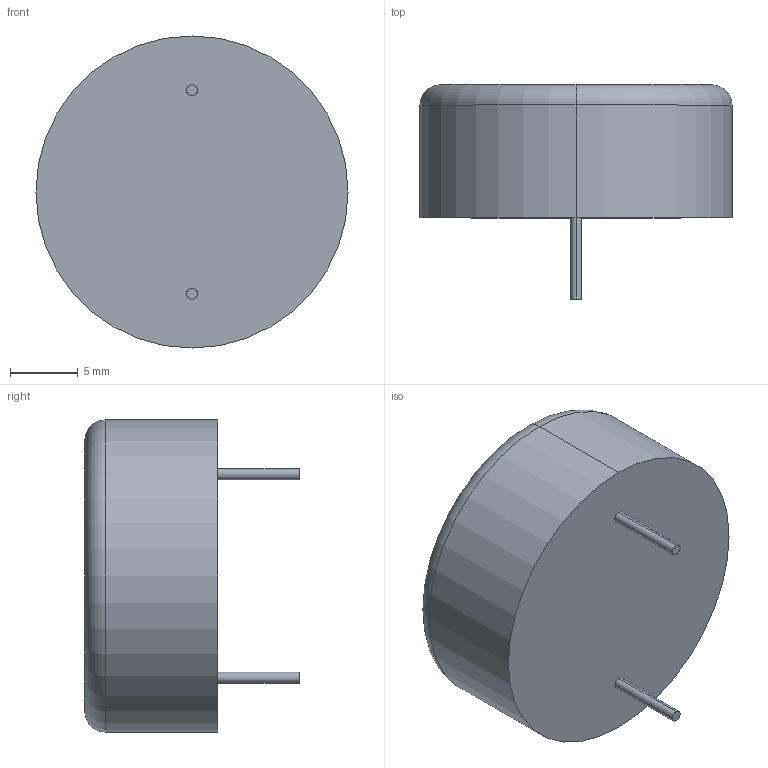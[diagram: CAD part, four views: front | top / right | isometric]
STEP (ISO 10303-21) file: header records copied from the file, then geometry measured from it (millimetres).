
FILE_DESCRIPTION (( 'STEP AP214' ), '1' );
FILE_NAME ('9CD7F591-8DC2-4EAB-A7E4-95F55AEC2CE1.STEP', '2008-12-26T16:09:37', ( 'Solidworks' ), ( 'Solidworks' ), 'SwSTEP 2.0', 'SolidWorks 2009', '' );
FILE_SCHEMA (( 'AUTOMOTIVE_DESIGN' ));
Length unit declared in the file: millimetre
Products named in the file (1): 9CD7F591-8DC2-4EAB-A7E4-95F55AEC2CE1
Bounding box: 23 x 15.8 x 23 mm (x, y, z)
Volume: 727.3 mm3; surface area: 2922.8 mm2
Topology: 1 solids, 1 shells, 62 faces, 142 edges, 77 vertices
Faces by surface type: plane 24, cylinder 22, bspline 12, torus 4
Entity records: 1743 total; most frequent: CARTESIAN_POINT 354, DIRECTION 268, ORIENTED_EDGE 260, EDGE_CURVE 130, AXIS2_PLACEMENT_3D 99, VERTEX_POINT 77, VECTOR 70, LINE 70
